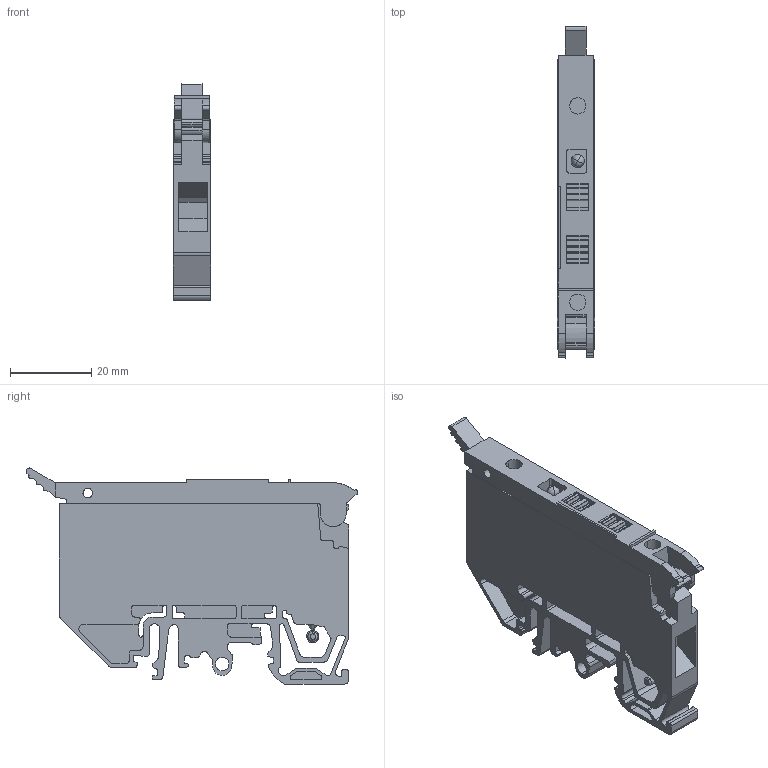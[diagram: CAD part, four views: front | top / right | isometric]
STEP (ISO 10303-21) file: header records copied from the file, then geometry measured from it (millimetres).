
FILE_DESCRIPTION(('CATIA V5 STEP Exchange','CAx-IF Rec.Pracs.--- Model Styling and Organization---1.4--- 2014-01-23'),'2;1');
FILE_NAME ('D1458323_0', '2020-04-30T04:32:58+00:00', ('none'), ('Weidmueller'), 'CATIA Version 5-6 Release 2016 SP3 HF44', 'CATIA V5 STEP AP214', 'none');
FILE_SCHEMA(('AUTOMOTIVE_DESIGN { 1 0 10303 214 1 1 1 1 }'));
Length unit declared in the file: millimetre
Products named in the file (1): 1880390000_WSI_4-2-LD_140-250V_AC-DC
Bounding box: 9.14 x 81.61 x 53.11 mm (x, y, z)
Volume: 23086.2 mm3; surface area: 12893.3 mm2
Topology: 2 solids, 2 shells, 477 faces, 1415 edges, 948 vertices
Faces by surface type: plane 263, cylinder 188, revolution 8, extrusion 8, cone 6, sphere 4
Entity records: 17085 total; most frequent: CARTESIAN_POINT 4278, ORIENTED_EDGE 2822, DIRECTION 2083, EDGE_CURVE 1411, VECTOR 972, LINE 964, VERTEX_POINT 948, AXIS2_PLACEMENT_3D 715
